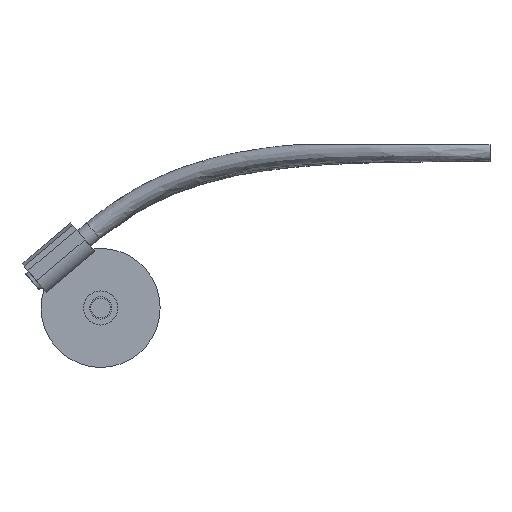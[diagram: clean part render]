
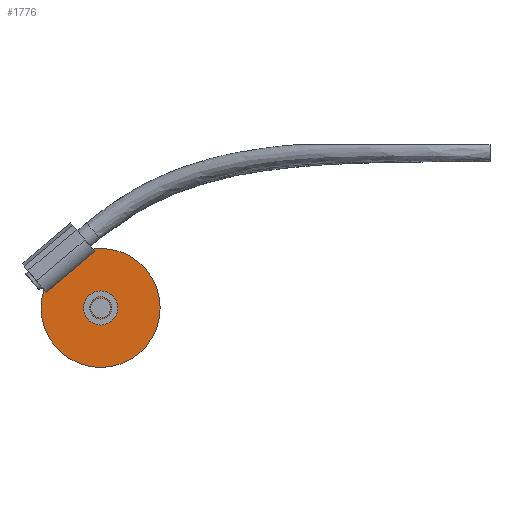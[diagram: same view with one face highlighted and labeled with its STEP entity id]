
A CAD part, left-side view. The second image highlights one B-rep face of the part: STEP entity #1776.
In plain terms, the highlighted planar face has unit normal (-1, 0, 0).
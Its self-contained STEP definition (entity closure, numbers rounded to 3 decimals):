
#35=FACE_BOUND('',#394,.T.);
#280=FACE_OUTER_BOUND('',#393,.T.);
#393=EDGE_LOOP('',(#1489));
#394=EDGE_LOOP('',(#1490));
#464=CIRCLE('',#1882,2.5);
#465=CIRCLE('',#1885,15.);
#803=VERTEX_POINT('',#5622);
#804=VERTEX_POINT('',#5627);
#1040=EDGE_CURVE('',#803,#803,#464,.T.);
#1041=EDGE_CURVE('',#804,#804,#465,.T.);
#1489=ORIENTED_EDGE('',*,*,#1041,.T.);
#1490=ORIENTED_EDGE('',*,*,#1040,.T.);
#1679=PLANE('',#1887);
#1776=ADVANCED_FACE('',(#280,#35),#1679,.T.);
#1882=AXIS2_PLACEMENT_3D('',#5624,#2072,#2073);
#1885=AXIS2_PLACEMENT_3D('',#5628,#2078,#2079);
#1887=AXIS2_PLACEMENT_3D('',#5632,#2083,#2084);
#2072=DIRECTION('center_axis',(1.,0.,0.));
#2073=DIRECTION('ref_axis',(0.,-1.,0.));
#2078=DIRECTION('center_axis',(-1.,0.,0.));
#2079=DIRECTION('ref_axis',(0.,0.,1.));
#2083=DIRECTION('center_axis',(-1.,0.,0.));
#2084=DIRECTION('ref_axis',(0.,0.,1.));
#5622=CARTESIAN_POINT('',(26.875,100.621,-39.441));
#5624=CARTESIAN_POINT('Origin',(26.875,98.121,-39.441));
#5627=CARTESIAN_POINT('',(26.875,98.121,-54.441));
#5628=CARTESIAN_POINT('Origin',(26.875,98.121,-39.441));
#5632=CARTESIAN_POINT('Origin',(26.875,98.121,-39.441));
